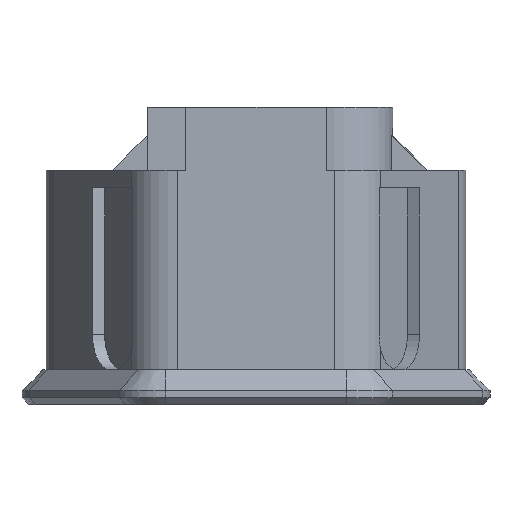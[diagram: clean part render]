
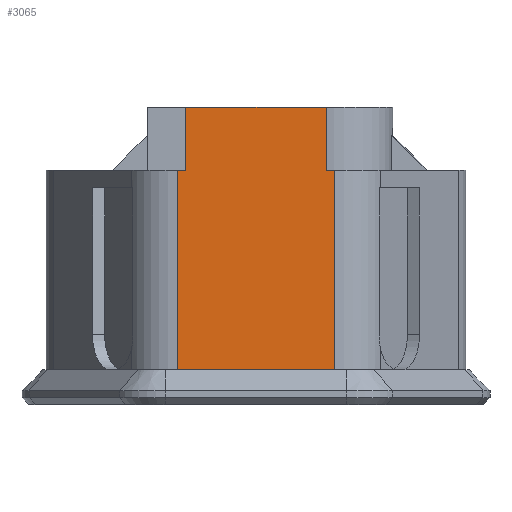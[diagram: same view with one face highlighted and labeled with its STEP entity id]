
A CAD part, left-side view. The second image highlights one B-rep face of the part: STEP entity #3065.
In plain terms, the highlighted planar face has unit normal (-1, 0, 0).
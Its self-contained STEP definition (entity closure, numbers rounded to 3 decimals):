
#145=PLANE('',#3305);
#295=FACE_OUTER_BOUND('',#469,.T.);
#469=EDGE_LOOP('',(#2613,#2614,#2615,#2616,#2617,#2618,#2619,#2620));
#634=LINE('',#4491,#987);
#655=LINE('',#4538,#1008);
#664=LINE('',#4564,#1017);
#667=LINE('',#4569,#1020);
#675=LINE('',#4604,#1028);
#784=LINE('',#4869,#1137);
#785=LINE('',#4871,#1138);
#786=LINE('',#4872,#1139);
#987=VECTOR('',#3586,10.);
#1008=VECTOR('',#3625,10.);
#1017=VECTOR('',#3644,10.);
#1020=VECTOR('',#3649,10.);
#1028=VECTOR('',#3673,10.);
#1137=VECTOR('',#3968,10.);
#1138=VECTOR('',#3969,10.);
#1139=VECTOR('',#3970,10.);
#1420=VERTEX_POINT('',#4488);
#1421=VERTEX_POINT('',#4490);
#1437=VERTEX_POINT('',#4535);
#1438=VERTEX_POINT('',#4537);
#1450=VERTEX_POINT('',#4563);
#1464=VERTEX_POINT('',#4603);
#1527=VERTEX_POINT('',#4868);
#1528=VERTEX_POINT('',#4870);
#1720=EDGE_CURVE('',#1420,#1421,#634,.T.);
#1745=EDGE_CURVE('',#1437,#1438,#655,.T.);
#1758=EDGE_CURVE('',#1421,#1450,#664,.T.);
#1761=EDGE_CURVE('',#1438,#1420,#667,.T.);
#1777=EDGE_CURVE('',#1450,#1464,#675,.T.);
#1908=EDGE_CURVE('',#1437,#1527,#784,.T.);
#1909=EDGE_CURVE('',#1527,#1528,#785,.T.);
#1910=EDGE_CURVE('',#1528,#1464,#786,.T.);
#2613=ORIENTED_EDGE('',*,*,#1908,.T.);
#2614=ORIENTED_EDGE('',*,*,#1909,.T.);
#2615=ORIENTED_EDGE('',*,*,#1910,.T.);
#2616=ORIENTED_EDGE('',*,*,#1777,.F.);
#2617=ORIENTED_EDGE('',*,*,#1758,.F.);
#2618=ORIENTED_EDGE('',*,*,#1720,.F.);
#2619=ORIENTED_EDGE('',*,*,#1761,.F.);
#2620=ORIENTED_EDGE('',*,*,#1745,.F.);
#3065=ADVANCED_FACE('',(#295),#145,.F.);
#3305=AXIS2_PLACEMENT_3D('',#4867,#3966,#3967);
#3586=DIRECTION('',(0.,-1.,0.));
#3625=DIRECTION('',(0.,-1.,0.));
#3644=DIRECTION('',(0.,0.,-1.));
#3649=DIRECTION('',(0.,0.,1.));
#3673=DIRECTION('',(0.,-1.,0.));
#3966=DIRECTION('center_axis',(1.,0.,0.));
#3967=DIRECTION('ref_axis',(0.,-1.,0.));
#3968=DIRECTION('',(0.,0.,-1.));
#3969=DIRECTION('',(0.,-1.,0.));
#3970=DIRECTION('',(0.,0.,1.));
#4488=CARTESIAN_POINT('',(-10.8,4.025,17.));
#4490=CARTESIAN_POINT('',(-10.8,-4.025,17.));
#4491=CARTESIAN_POINT('',(-10.8,-2.012,17.));
#4535=CARTESIAN_POINT('',(-10.8,4.503,13.4));
#4537=CARTESIAN_POINT('',(-10.8,4.025,13.4));
#4538=CARTESIAN_POINT('',(-10.8,3.118,13.4));
#4563=CARTESIAN_POINT('',(-10.8,-4.025,13.4));
#4564=CARTESIAN_POINT('',(-10.8,-4.025,14.3));
#4569=CARTESIAN_POINT('',(-10.8,4.025,16.1));
#4603=CARTESIAN_POINT('',(-10.8,-4.503,13.4));
#4604=CARTESIAN_POINT('',(-10.8,3.118,13.4));
#4867=CARTESIAN_POINT('Origin',(-10.8,6.235,13.4));
#4868=CARTESIAN_POINT('',(-10.8,4.503,2.));
#4869=CARTESIAN_POINT('',(-10.8,4.503,13.4));
#4870=CARTESIAN_POINT('',(-10.8,-4.503,2.));
#4871=CARTESIAN_POINT('',(-10.8,6.235,2.));
#4872=CARTESIAN_POINT('',(-10.8,-4.503,13.4));
